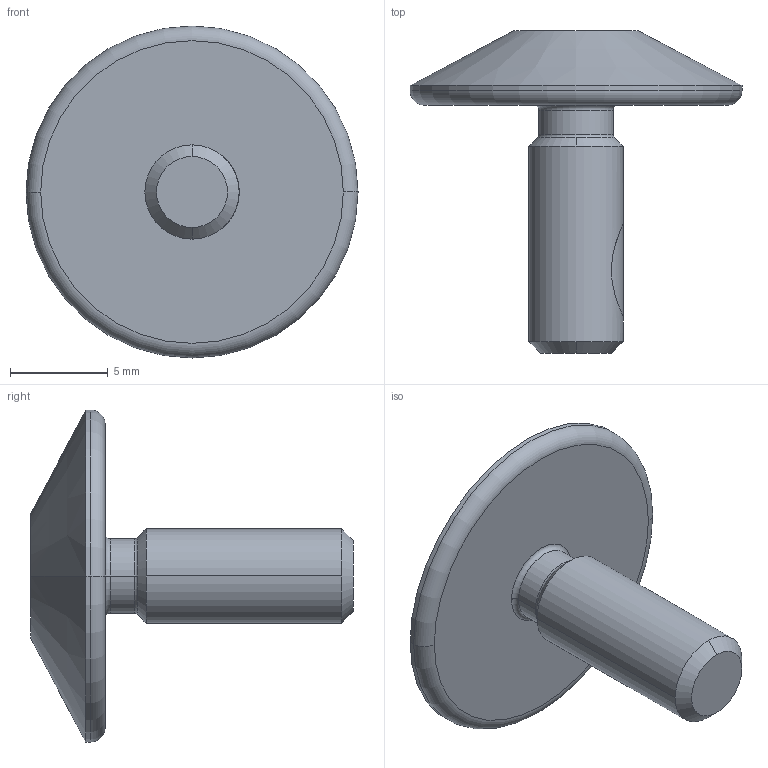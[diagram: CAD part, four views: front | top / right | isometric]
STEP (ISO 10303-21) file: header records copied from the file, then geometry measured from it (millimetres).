
FILE_DESCRIPTION (( 'STEP AP203' ), '1' );
FILE_NAME ('REV-21-2805.STEP', '2024-12-10T18:58:49', ( '' ), ( '' ), 'SwSTEP 2.0', 'SolidWorks 2022', '' );
FILE_SCHEMA (( 'CONFIG_CONTROL_DESIGN' ));
Length unit declared in the file: millimetre
Products named in the file (1): REV-21-2805
Bounding box: 17 x 16.51 x 17 mm (x, y, z)
Volume: 728.3 mm3; surface area: 812.7 mm2
Topology: 2 solids, 2 shells, 35 faces, 78 edges, 49 vertices
Faces by surface type: plane 12, cylinder 7, torus 6, cone 6, bspline 4
Entity records: 1287 total; most frequent: CARTESIAN_POINT 435, DIRECTION 167, ORIENTED_EDGE 156, EDGE_CURVE 78, AXIS2_PLACEMENT_3D 66, VERTEX_POINT 49, EDGE_LOOP 37, LINE 35
